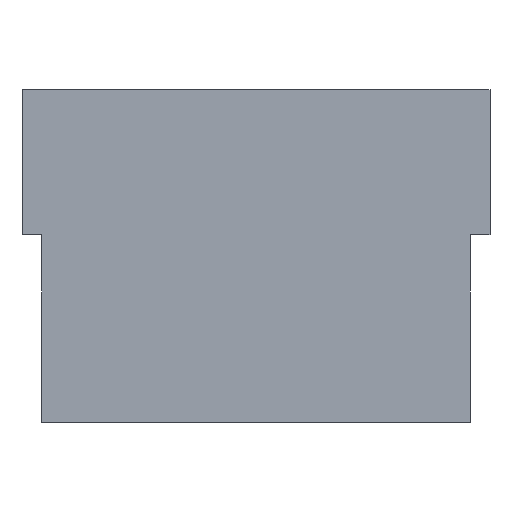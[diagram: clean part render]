
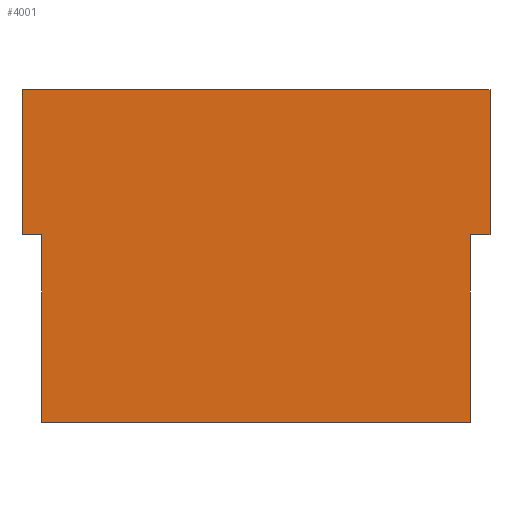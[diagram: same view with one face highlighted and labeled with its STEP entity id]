
A CAD part, front view. The second image highlights one B-rep face of the part: STEP entity #4001.
In plain terms, the highlighted planar face has unit normal (0, -1, 0).
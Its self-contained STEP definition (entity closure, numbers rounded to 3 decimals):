
#65 = DIRECTION ( 'NONE',  ( 0., 0., -1. ) ) ;
#107 = VECTOR ( 'NONE', #1760, 1000. ) ;
#366 = VECTOR ( 'NONE', #2909, 1000. ) ;
#646 = CARTESIAN_POINT ( 'NONE',  ( -9.15, -3.15, 28.069 ) ) ;
#880 = DIRECTION ( 'NONE',  ( 1., 0., 0. ) ) ;
#901 = EDGE_CURVE ( 'NONE', #6757, #3620, #2329, .T. ) ;
#922 = DIRECTION ( 'NONE',  ( 1., 0., 0. ) ) ;
#1100 = DIRECTION ( 'NONE',  ( -1., 0., 0. ) ) ;
#1136 = EDGE_LOOP ( 'NONE', ( #2563, #2747, #2527, #4091, #3078, #5603, #2153, #4601 ) ) ;
#1267 = CARTESIAN_POINT ( 'NONE',  ( -10., -3.15, 7.1 ) ) ;
#1311 = VECTOR ( 'NONE', #65, 1000. ) ;
#1515 = CARTESIAN_POINT ( 'NONE',  ( 10., -3.15, 7.1 ) ) ;
#1675 = DIRECTION ( 'NONE',  ( 0., 1., 0. ) ) ;
#1716 = CARTESIAN_POINT ( 'NONE',  ( 10., -3.15, 7.1 ) ) ;
#1760 = DIRECTION ( 'NONE',  ( -1., 0., 0. ) ) ;
#1804 = VERTEX_POINT ( 'NONE', #4432 ) ;
#1898 = VECTOR ( 'NONE', #4409, 1000. ) ;
#1959 = CARTESIAN_POINT ( 'NONE',  ( -10., -3.15, 0.9 ) ) ;
#2070 = EDGE_CURVE ( 'NONE', #4747, #3620, #3639, .T. ) ;
#2085 = LINE ( 'NONE', #2662, #5594 ) ;
#2143 = AXIS2_PLACEMENT_3D ( 'NONE', #4390, #1675, #6206 ) ;
#2153 = ORIENTED_EDGE ( 'NONE', *, *, #2749, .T. ) ;
#2270 = CARTESIAN_POINT ( 'NONE',  ( 9.15, -3.15, 28.069 ) ) ;
#2285 = VERTEX_POINT ( 'NONE', #1267 ) ;
#2308 = LINE ( 'NONE', #4516, #107 ) ;
#2329 = LINE ( 'NONE', #1716, #366 ) ;
#2527 = ORIENTED_EDGE ( 'NONE', *, *, #2070, .T. ) ;
#2563 = ORIENTED_EDGE ( 'NONE', *, *, #2988, .F. ) ;
#2622 = EDGE_CURVE ( 'NONE', #6757, #2285, #2308, .T. ) ;
#2662 = CARTESIAN_POINT ( 'NONE',  ( -9.15, -3.15, 0.9 ) ) ;
#2668 = CARTESIAN_POINT ( 'NONE',  ( 9.15, -3.15, 0.9 ) ) ;
#2747 = ORIENTED_EDGE ( 'NONE', *, *, #3592, .F. ) ;
#2749 = EDGE_CURVE ( 'NONE', #6881, #1804, #2085, .T. ) ;
#2769 = CARTESIAN_POINT ( 'NONE',  ( 10., -3.15, 0.9 ) ) ;
#2909 = DIRECTION ( 'NONE',  ( 0., 0., -1. ) ) ;
#2988 = EDGE_CURVE ( 'NONE', #5625, #4233, #3856, .T. ) ;
#3078 = ORIENTED_EDGE ( 'NONE', *, *, #2622, .T. ) ;
#3452 = PLANE ( 'NONE',  #2143 ) ;
#3518 = VECTOR ( 'NONE', #1100, 1000. ) ;
#3592 = EDGE_CURVE ( 'NONE', #4747, #5625, #5125, .T. ) ;
#3620 = VERTEX_POINT ( 'NONE', #2769 ) ;
#3639 = LINE ( 'NONE', #5850, #6241 ) ;
#3856 = LINE ( 'NONE', #4944, #3518 ) ;
#3981 = CARTESIAN_POINT ( 'NONE',  ( -10., -3.15, 7.1 ) ) ;
#4001 = ADVANCED_FACE ( 'NONE', ( #6600 ), #3452, .F. ) ;
#4029 = CARTESIAN_POINT ( 'NONE',  ( -9.15, -3.15, -7.1 ) ) ;
#4091 = ORIENTED_EDGE ( 'NONE', *, *, #901, .F. ) ;
#4233 = VERTEX_POINT ( 'NONE', #4029 ) ;
#4390 = CARTESIAN_POINT ( 'NONE',  ( 10., -3.15, 7.1 ) ) ;
#4409 = DIRECTION ( 'NONE',  ( 0., 0., -1. ) ) ;
#4432 = CARTESIAN_POINT ( 'NONE',  ( -9.15, -3.15, 0.9 ) ) ;
#4516 = CARTESIAN_POINT ( 'NONE',  ( 10., -3.15, 7.1 ) ) ;
#4601 = ORIENTED_EDGE ( 'NONE', *, *, #5068, .T. ) ;
#4747 = VERTEX_POINT ( 'NONE', #2668 ) ;
#4944 = CARTESIAN_POINT ( 'NONE',  ( 10., -3.15, -7.1 ) ) ;
#5068 = EDGE_CURVE ( 'NONE', #1804, #4233, #6730, .T. ) ;
#5072 = LINE ( 'NONE', #3981, #1898 ) ;
#5087 = EDGE_CURVE ( 'NONE', #2285, #6881, #5072, .T. ) ;
#5125 = LINE ( 'NONE', #2270, #6657 ) ;
#5594 = VECTOR ( 'NONE', #922, 1000. ) ;
#5603 = ORIENTED_EDGE ( 'NONE', *, *, #5087, .T. ) ;
#5625 = VERTEX_POINT ( 'NONE', #6325 ) ;
#5850 = CARTESIAN_POINT ( 'NONE',  ( 10., -3.15, 0.9 ) ) ;
#6107 = DIRECTION ( 'NONE',  ( 0., 0., -1. ) ) ;
#6206 = DIRECTION ( 'NONE',  ( 0., 0., 1. ) ) ;
#6241 = VECTOR ( 'NONE', #880, 1000. ) ;
#6325 = CARTESIAN_POINT ( 'NONE',  ( 9.15, -3.15, -7.1 ) ) ;
#6600 = FACE_OUTER_BOUND ( 'NONE', #1136, .T. ) ;
#6657 = VECTOR ( 'NONE', #6107, 1000. ) ;
#6730 = LINE ( 'NONE', #646, #1311 ) ;
#6757 = VERTEX_POINT ( 'NONE', #1515 ) ;
#6881 = VERTEX_POINT ( 'NONE', #1959 ) ;
